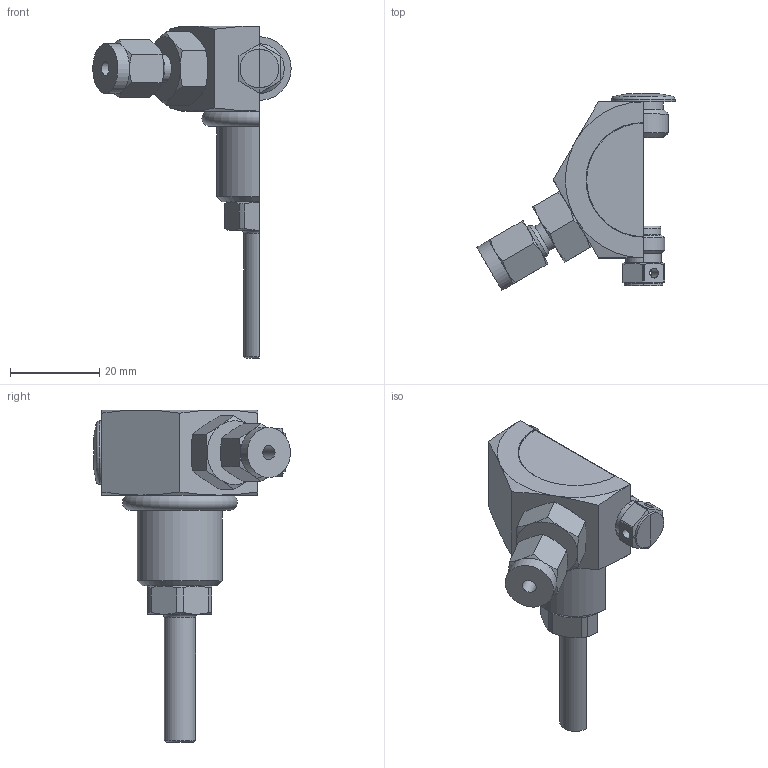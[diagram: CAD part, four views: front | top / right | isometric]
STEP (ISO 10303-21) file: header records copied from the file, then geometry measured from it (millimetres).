
FILE_DESCRIPTION(('STEP AP214'),'1');
FILE_NAME('00MAN-002x-00_C1 (Low Profile Manifold Assembly _Build Matrix_).stp','2024-03-28T20:17:05',(' '),(' '),'Spatial InterOp 3D',' ',' ');
FILE_SCHEMA(('AUTOMOTIVE_DESIGN { 1 0 10303 214 1 1 1 1 }'));
Length unit declared in the file: inch
Products named in the file (17): 00MAN-002x-00$C1 (Low Profile Manifold Assembly [Build Matrix]); 00MAN-0020-00[=-0] (LPM Manifold, SAE-8M + 3x120°xSAE-4F + HPRD) [PLM CM01-205-00] [01]; 5RGX0-0001-00[=A] (Label, Regulator, XCR, RGX Radial); #588; #596; #604; 09025-0001-00 (Filter Disc, Sintered Brass, Ø.375 x .063); 09010-0005-00 (Spring, Ø.360 OD x Ø.026d x .750L) [Lee LC-026E-05-S] [02]; 00IPR-0208-00[=Ax] (Diptube, SAE-4 One Piece) [PLM IPR-0208-00]; 00HDW-0108-00 (SAE-4M x 1/8" Tube Adapter, Brass) [Swagelok B-200-1-4ST] [dl-Brep] [05]; 00HDW-0110-00 (SAE-4M x 3/16" Tube Adapter, Brass) [Swagelok B-300-1-4ST] [Brep]; SAE-4 Plug & O-ring [GROUP]; ASSEM1; 19035-0004-00 (SAE-4M Port Plug); [0026] 09001-3908-70 (O-ring, EPDM, 3-908 (SAE-8), E70); [0024] 09001-0210-90 (O-ring, Viton, 2-210, V90)
Assembly tree (17 placements, depth 3):
  00MAN-002x-00$C1 (Low Profile Manifold Assembly [Build Matrix])
    00MAN-0020-00[=-0] (LPM Manifold, SAE-8M + 3x120°xSAE-4F + HPRD) [PLM CM01-205-00] [01]
    5RGX0-0001-00[=A] (Label, Regulator, XCR, RGX Radial)
    #588
    #596
    #604
    09025-0001-00 (Filter Disc, Sintered Brass, Ø.375 x .063)
    09010-0005-00 (Spring, Ø.360 OD x Ø.026d x .750L) [Lee LC-026E-05-S] [02]
    (unnamed)
    00IPR-0208-00[=Ax] (Diptube, SAE-4 One Piece) [PLM IPR-0208-00]
    00HDW-0108-00 (SAE-4M x 1/8" Tube Adapter, Brass) [Swagelok B-200-1-4ST] [dl-Brep] [05]
    00HDW-0110-00 (SAE-4M x 3/16" Tube Adapter, Brass) [Swagelok B-300-1-4ST] [Brep]
    SAE-4 Plug & O-ring [GROUP]
      ASSEM1
      19035-0004-00 (SAE-4M Port Plug)
    [0026] 09001-3908-70 (O-ring, EPDM, 3-908 (SAE-8), E70)  x2
    [0024] 09001-0210-90 (O-ring, Viton, 2-210, V90)
Bounding box: 44.39 x 44.08 x 74.3 mm (x, y, z)
Volume: 16698.1 mm3; surface area: 11862.6 mm2
Topology: 17 solids, 17 shells, 302 faces, 726 edges, 474 vertices
Faces by surface type: plane 122, cylinder 83, cone 78, torus 16, bspline 3
Full cylindrical faces by diameter (mm): 2.184 x5, 2.286 x1, 3.175 x1, 4 x1, 4.445 x1, 6.213 x1, 6.259 x1, 6.35 x1, 6.858 x1, 7.874 x1, 7.925 x1, 7.938 x1, 8.636 x1, 8.89 x1, 9.144 x1, 9.525 x1, 9.922 x1, 11.112 x3, 11.176 x1, 14.224 x1
Entity records: 12527 total; most frequent: CARTESIAN_POINT 3168, DIRECTION 1414, ORIENTED_EDGE 1302, EDGE_CURVE 651, AXIS2_PLACEMENT_3D 581, VERTEX_POINT 450, EDGE_LOOP 377, FACE_OUTER_BOUND 336
